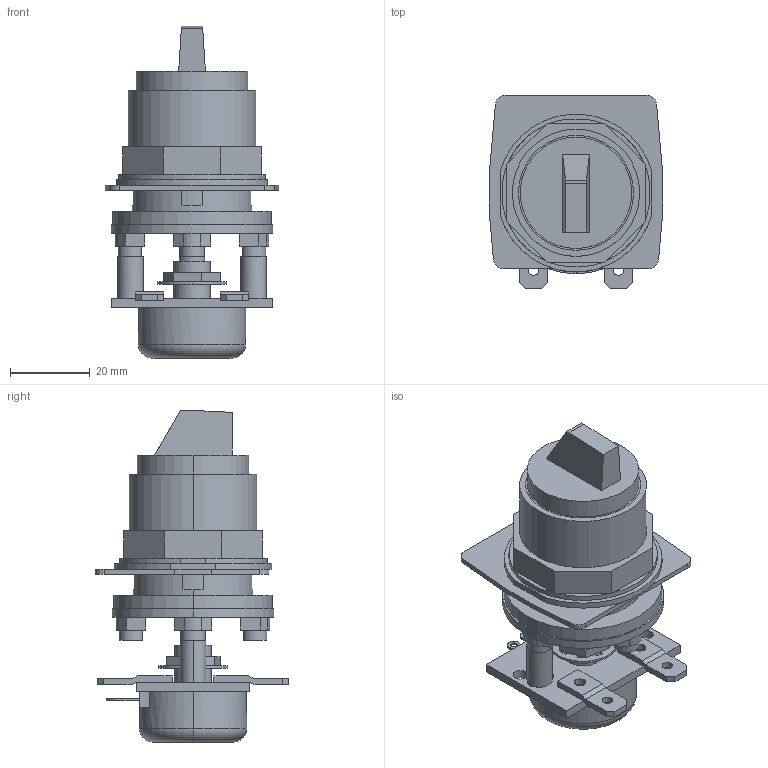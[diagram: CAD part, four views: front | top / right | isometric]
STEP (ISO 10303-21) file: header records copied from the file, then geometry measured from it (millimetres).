
FILE_DESCRIPTION((''),'2;1');
FILE_NAME('9001K2108_3D-SIMPLIFIED-1_ASM','2021-07-05T15:28:22',('melanie.cordero'),(''),'CREO PARAMETRIC BY PTC INC, 2018260','CREO PARAMETRIC BY PTC INC, 2018260','');
FILE_SCHEMA(('CONFIG_CONTROL_DESIGN'));
Length unit declared in the file: inch
Products named in the file (8): PRT0002; PRT0003; PRT0004; PRT0005; COPRS-INTERMEDIARE; PRT0006; CORPS-AVANT-1; 9001K2108_3D-SIMPLIFIED-1_ASM
Assembly tree (7 placements, depth 2):
  9001K2108_3D-SIMPLIFIED-1_ASM
    PRT0002
    PRT0003
    PRT0004
    PRT0005
    COPRS-INTERMEDIARE
    PRT0006
    CORPS-AVANT-1
Bounding box: 43.66 x 48.64 x 83.49 mm (x, y, z)
Volume: 47213.7 mm3; surface area: 24123.3 mm2
Topology: 7 solids, 7 shells, 391 faces, 1118 edges, 759 vertices
Faces by surface type: plane 252, cylinder 137, torus 2
Entity records: 13271 total; most frequent: DIRECTION 2371, CARTESIAN_POINT 2283, ORIENTED_EDGE 2236, EDGE_CURVE 1118, AXIS2_PLACEMENT_3D 847, VERTEX_POINT 759, VECTOR 677, LINE 677
